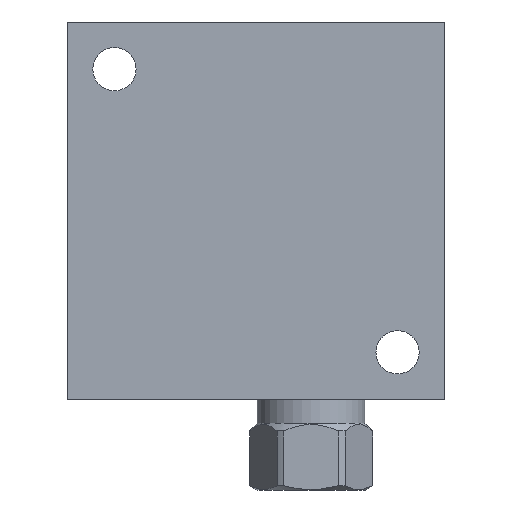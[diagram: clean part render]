
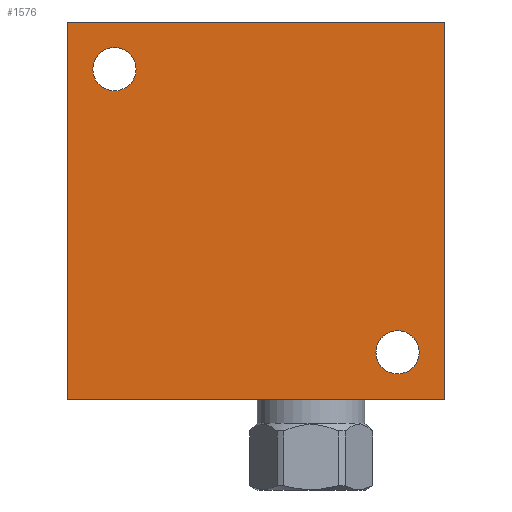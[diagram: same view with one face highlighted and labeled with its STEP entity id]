
A CAD part, front view. The second image highlights one B-rep face of the part: STEP entity #1576.
In plain terms, the highlighted planar face has unit normal (0, -1, 0).
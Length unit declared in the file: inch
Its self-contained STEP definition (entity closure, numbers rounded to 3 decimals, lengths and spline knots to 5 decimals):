
#5=DIRECTION('',(1.,0.,0.));
#6=VECTOR('',#5,3.);
#7=CARTESIAN_POINT('',(0.,-1.25,0.));
#8=LINE('',#7,#6);
#65=DIRECTION('',(0.,0.,1.));
#66=VECTOR('',#65,3.);
#67=CARTESIAN_POINT('',(3.,-1.25,0.));
#68=LINE('',#67,#66);
#79=DIRECTION('',(0.,0.,1.));
#80=VECTOR('',#79,3.);
#81=CARTESIAN_POINT('',(0.,-1.25,0.));
#82=LINE('',#81,#80);
#83=CARTESIAN_POINT('',(0.375,-1.25,2.625));
#84=DIRECTION('',(0.,1.,0.));
#85=DIRECTION('',(0.,0.,-1.));
#86=AXIS2_PLACEMENT_3D('',#83,#84,#85);
#88=CARTESIAN_POINT('',(0.375,-1.25,2.625));
#89=DIRECTION('',(0.,1.,0.));
#90=DIRECTION('',(0.,0.,1.));
#91=AXIS2_PLACEMENT_3D('',#88,#89,#90);
#93=CARTESIAN_POINT('',(2.625,-1.25,0.375));
#94=DIRECTION('',(0.,1.,0.));
#95=DIRECTION('',(0.,0.,-1.));
#96=AXIS2_PLACEMENT_3D('',#93,#94,#95);
#98=CARTESIAN_POINT('',(2.625,-1.25,0.375));
#99=DIRECTION('',(0.,1.,0.));
#100=DIRECTION('',(0.,0.,1.));
#101=AXIS2_PLACEMENT_3D('',#98,#99,#100);
#115=DIRECTION('',(1.,0.,0.));
#116=VECTOR('',#115,3.);
#117=CARTESIAN_POINT('',(0.,-1.25,3.));
#118=LINE('',#117,#116);
#1270=CARTESIAN_POINT('',(0.,-1.25,0.));
#1272=VERTEX_POINT('',#1270);
#1273=CARTESIAN_POINT('',(3.,-1.25,0.));
#1274=VERTEX_POINT('',#1273);
#1278=CARTESIAN_POINT('',(0.,-1.25,3.));
#1280=VERTEX_POINT('',#1278);
#1281=CARTESIAN_POINT('',(3.,-1.25,3.));
#1282=VERTEX_POINT('',#1281);
#1363=CARTESIAN_POINT('',(0.375,-1.25,2.453));
#1364=CARTESIAN_POINT('',(0.375,-1.25,2.797));
#1365=VERTEX_POINT('',#1363);
#1366=VERTEX_POINT('',#1364);
#1371=CARTESIAN_POINT('',(2.625,-1.25,0.203));
#1372=CARTESIAN_POINT('',(2.625,-1.25,0.547));
#1373=VERTEX_POINT('',#1371);
#1374=VERTEX_POINT('',#1372);
#1552=CARTESIAN_POINT('',(0.,-1.25,0.));
#1553=DIRECTION('',(0.,-1.,0.));
#1554=DIRECTION('',(1.,0.,0.));
#1555=AXIS2_PLACEMENT_3D('',#1552,#1553,#1554);
#1556=PLANE('',#1555);
#1557=ORIENTED_EDGE('',*,*,#1470,.F.);
#1558=ORIENTED_EDGE('',*,*,#1495,.T.);
#1560=ORIENTED_EDGE('',*,*,#1559,.T.);
#1561=ORIENTED_EDGE('',*,*,#1538,.F.);
#1562=EDGE_LOOP('',(#1557,#1558,#1560,#1561));
#1563=FACE_OUTER_BOUND('',#1562,.F.);
#1565=ORIENTED_EDGE('',*,*,#1564,.F.);
#1567=ORIENTED_EDGE('',*,*,#1566,.F.);
#1568=EDGE_LOOP('',(#1565,#1567));
#1569=FACE_BOUND('',#1568,.F.);
#1571=ORIENTED_EDGE('',*,*,#1570,.F.);
#1573=ORIENTED_EDGE('',*,*,#1572,.F.);
#1574=EDGE_LOOP('',(#1571,#1573));
#1575=FACE_BOUND('',#1574,.F.);
#1576=ADVANCED_FACE('',(#1563,#1569,#1575),#1556,.T.);
#87=CIRCLE('',#86,0.172);
#92=CIRCLE('',#91,0.172);
#97=CIRCLE('',#96,0.172);
#102=CIRCLE('',#101,0.172);
#1470=EDGE_CURVE('',#1272,#1274,#8,.T.);
#1495=EDGE_CURVE('',#1272,#1280,#82,.T.);
#1538=EDGE_CURVE('',#1274,#1282,#68,.T.);
#1559=EDGE_CURVE('',#1280,#1282,#118,.T.);
#1564=EDGE_CURVE('',#1365,#1366,#87,.T.);
#1566=EDGE_CURVE('',#1366,#1365,#92,.T.);
#1570=EDGE_CURVE('',#1373,#1374,#97,.T.);
#1572=EDGE_CURVE('',#1374,#1373,#102,.T.);
